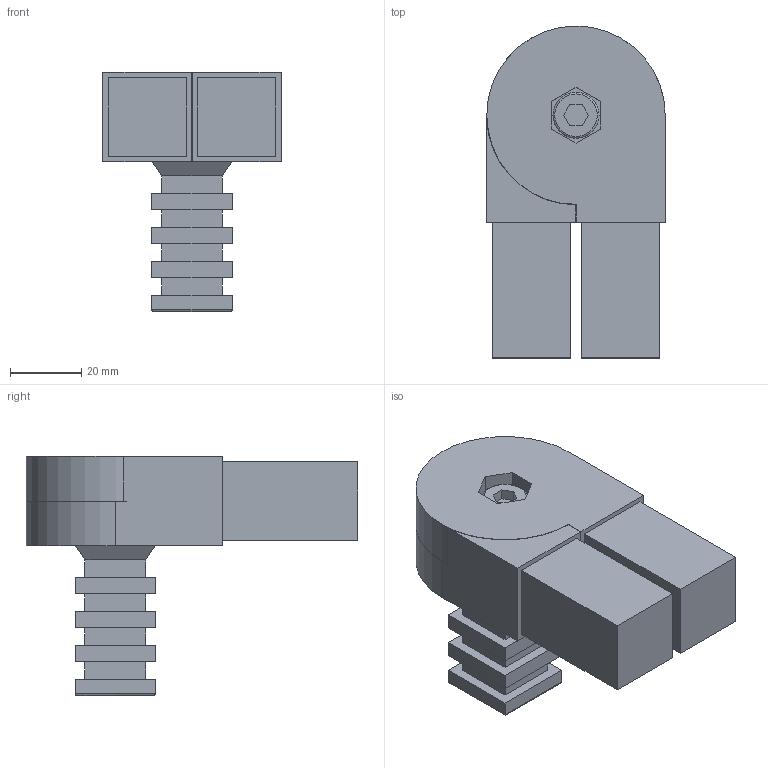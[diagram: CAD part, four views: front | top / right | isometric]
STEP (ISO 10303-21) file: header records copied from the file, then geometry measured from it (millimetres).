
FILE_DESCRIPTION( ( 'STEP AP214' ), '1' );
FILE_NAME( 'K0626.12515110.stp', '2020-12-09T09:12:52', ( '' ), ( '' ), ' ', 'PARTsolutions', ' ' );
FILE_SCHEMA( ( 'AUTOMOTIVE_DESIGN { 1 0 10303 214 1 1 1 1 }' ) );
Length unit declared in the file: millimetre
Products named in the file (1): _K0626.12515110
Bounding box: 50 x 93 x 67 mm (x, y, z)
Volume: 112040.6 mm3; surface area: 30132.1 mm2
Topology: 1 solids, 1 shells, 104 faces, 243 edges, 159 vertices
Faces by surface type: plane 90, cylinder 12, cone 1, torus 1
Full cylindrical faces by diameter (mm): 8 x2, 9 x1, 12.9 x1
Entity records: 3726 total; most frequent: CARTESIAN_POINT 499, ORIENTED_EDGE 472, DIRECTION 468, EDGE_CURVE 236, LINE 214, VECTOR 214, VERTEX_POINT 158, EDGE_LOOP 128
